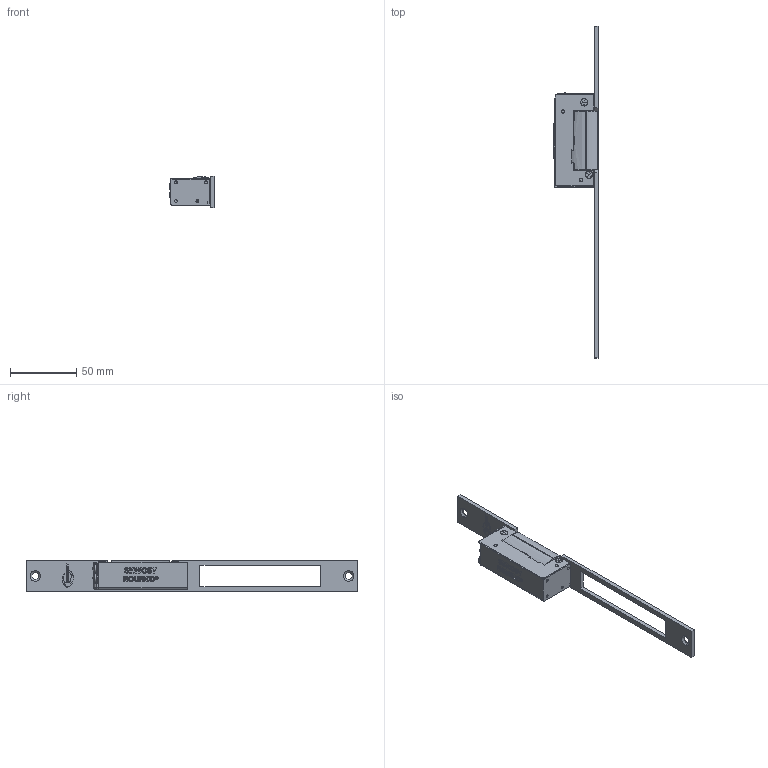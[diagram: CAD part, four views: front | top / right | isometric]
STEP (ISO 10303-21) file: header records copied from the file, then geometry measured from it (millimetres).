
FILE_DESCRIPTION (( 'STEP AP214' ), '1' );
FILE_NAME ('SER2M203.step', '2025-03-31T08:49:57', ( '' ), ( '' ), 'SwSTEP 2.0', 'SolidWorks 2024', '' );
FILE_SCHEMA (( 'AUTOMOTIVE_DESIGN' ));
Length unit declared in the file: millimetre
Products named in the file (3): SEF203; SER2M; SER2M203
Assembly tree (2 placements, depth 2):
  SER2M203
    SEF203
    SER2M
Bounding box: 33.2 x 250 x 24 mm (x, y, z)
Volume: 10657 mm3; surface area: 33911.8 mm2
Topology: 1 solids, 23 shells, 2352 faces, 6188 edges, 4005 vertices
Faces by surface type: plane 1594, cylinder 528, bspline 147, cone 82, sphere 1
Full cylindrical faces by diameter (mm): 3 x2
Entity records: 79663 total; most frequent: CARTESIAN_POINT 22134, ORIENTED_EDGE 12340, DIRECTION 11205, EDGE_CURVE 6179, VECTOR 4349, LINE 4349, VERTEX_POINT 4009, AXIS2_PLACEMENT_3D 3428
